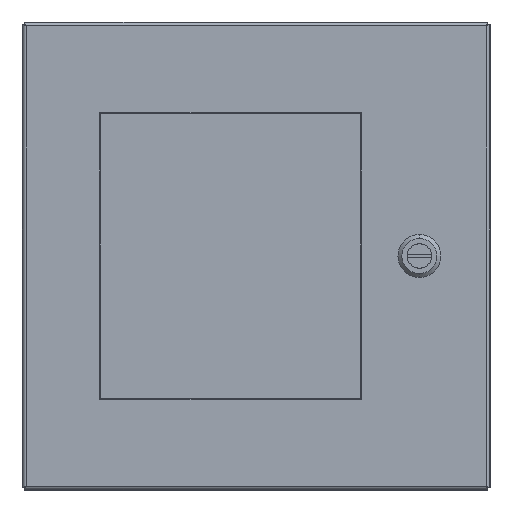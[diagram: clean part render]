
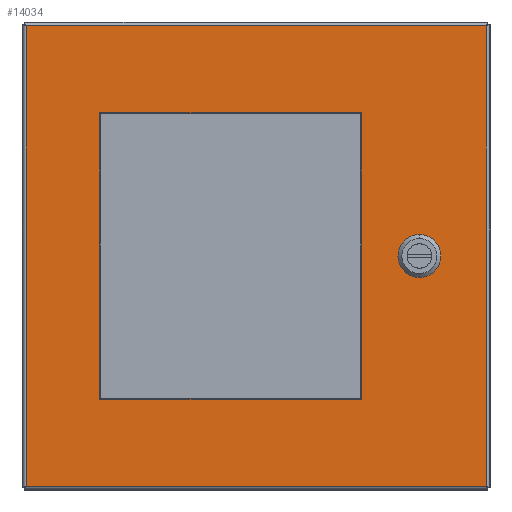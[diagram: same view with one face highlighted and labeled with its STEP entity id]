
A CAD part, front view. The second image highlights one B-rep face of the part: STEP entity #14034.
In plain terms, the highlighted planar face has unit normal (0, -1, 0).
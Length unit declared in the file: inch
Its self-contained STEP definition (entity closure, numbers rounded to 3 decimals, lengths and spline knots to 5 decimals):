
#111 = EDGE_CURVE ( 'NONE', #13684, #5038, #171, .T. ) ;
#152 = VECTOR ( 'NONE', #7696, 39.37008 ) ;
#171 = LINE ( 'NONE', #5550, #823 ) ;
#523 = VECTOR ( 'NONE', #11566, 39.37008 ) ;
#545 = FACE_OUTER_BOUND ( 'NONE', #15079, .T. ) ;
#823 = VECTOR ( 'NONE', #12985, 39.37008 ) ;
#968 = ORIENTED_EDGE ( 'NONE', *, *, #4782, .T. ) ;
#1094 = EDGE_CURVE ( 'NONE', #9410, #13684, #31182, .T. ) ;
#1451 = VECTOR ( 'NONE', #21651, 39.37008 ) ;
#2064 = CARTESIAN_POINT ( 'NONE',  ( -5.896, -6.822, 5.898 ) ) ;
#2301 = ORIENTED_EDGE ( 'NONE', *, *, #17500, .T. ) ;
#2463 = ORIENTED_EDGE ( 'NONE', *, *, #21628, .T. ) ;
#2631 = CARTESIAN_POINT ( 'NONE',  ( 5.901, -6.822, -5.899 ) ) ;
#2751 = DIRECTION ( 'NONE',  ( 0., -1., 0. ) ) ;
#2953 = AXIS2_PLACEMENT_3D ( 'NONE', #12729, #2751, #19689 ) ;
#3026 = LINE ( 'NONE', #26590, #30503 ) ;
#3611 = VECTOR ( 'NONE', #26237, 39.37008 ) ;
#3676 = LINE ( 'NONE', #8422, #20633 ) ;
#3903 = DIRECTION ( 'NONE',  ( -0.707, 0., 0.707 ) ) ;
#4367 = ORIENTED_EDGE ( 'NONE', *, *, #14108, .T. ) ;
#4489 = VECTOR ( 'NONE', #26757, 39.37008 ) ;
#4528 = CARTESIAN_POINT ( 'NONE',  ( 3.7955, -6.822, -0.2315 ) ) ;
#4782 = EDGE_CURVE ( 'NONE', #19640, #23253, #20033, .T. ) ;
#4923 = DIRECTION ( 'NONE',  ( 0., 0., 1. ) ) ;
#5038 = VERTEX_POINT ( 'NONE', #27269 ) ;
#5276 = EDGE_CURVE ( 'NONE', #23253, #12675, #16042, .T. ) ;
#5285 = ORIENTED_EDGE ( 'NONE', *, *, #27612, .T. ) ;
#5550 = CARTESIAN_POINT ( 'NONE',  ( 2.7045, -6.822, 3.667 ) ) ;
#6597 = ORIENTED_EDGE ( 'NONE', *, *, #1094, .T. ) ;
#7696 = DIRECTION ( 'NONE',  ( 0., 0., -1. ) ) ;
#7980 = ORIENTED_EDGE ( 'NONE', *, *, #111, .T. ) ;
#8262 = DIRECTION ( 'NONE',  ( -1., 0., 0. ) ) ;
#8422 = CARTESIAN_POINT ( 'NONE',  ( -4.0065, -6.822, -3.668 ) ) ;
#9157 = LINE ( 'NONE', #11714, #22109 ) ;
#9410 = VERTEX_POINT ( 'NONE', #16175 ) ;
#9414 = VERTEX_POINT ( 'NONE', #25960 ) ;
#9866 = PLANE ( 'NONE',  #2953 ) ;
#10087 = VERTEX_POINT ( 'NONE', #28270 ) ;
#10140 = CARTESIAN_POINT ( 'NONE',  ( 5.901, -6.822, -5.899 ) ) ;
#10184 = FACE_BOUND ( 'NONE', #29433, .T. ) ;
#10465 = CARTESIAN_POINT ( 'NONE',  ( 4.422, -6.822, 0.395 ) ) ;
#10544 = CARTESIAN_POINT ( 'NONE',  ( 2.7045, -6.822, -3.668 ) ) ;
#10960 = VECTOR ( 'NONE', #26447, 39.37008 ) ;
#11337 = EDGE_CURVE ( 'NONE', #9414, #10087, #28198, .T. ) ;
#11399 = CARTESIAN_POINT ( 'NONE',  ( 3.7955, -6.822, -0.2315 ) ) ;
#11566 = DIRECTION ( 'NONE',  ( -1., 0., 0. ) ) ;
#11666 = VERTEX_POINT ( 'NONE', #18979 ) ;
#11671 = LINE ( 'NONE', #4528, #16044 ) ;
#11701 = CARTESIAN_POINT ( 'NONE',  ( 3.96, -6.822, -0.396 ) ) ;
#11714 = CARTESIAN_POINT ( 'NONE',  ( 4.422, -6.822, 0.395 ) ) ;
#11858 = CARTESIAN_POINT ( 'NONE',  ( 4.5865, -6.822, -0.2315 ) ) ;
#12002 = CARTESIAN_POINT ( 'NONE',  ( 3.96, -6.822, 0.395 ) ) ;
#12675 = VERTEX_POINT ( 'NONE', #2631 ) ;
#12729 = CARTESIAN_POINT ( 'NONE',  ( -5.896, -6.822, -5.899 ) ) ;
#12985 = DIRECTION ( 'NONE',  ( 1., 0., 0. ) ) ;
#13020 = CARTESIAN_POINT ( 'NONE',  ( 4.5865, -6.822, -0.2315 ) ) ;
#13574 = ORIENTED_EDGE ( 'NONE', *, *, #15268, .T. ) ;
#13684 = VERTEX_POINT ( 'NONE', #28926 ) ;
#14034 = ADVANCED_FACE ( 'NONE', ( #545, #10184, #26640 ), #9866, .T. ) ;
#14103 = VECTOR ( 'NONE', #28064, 39.37008 ) ;
#14108 = EDGE_CURVE ( 'NONE', #26796, #9410, #3676, .T. ) ;
#14245 = EDGE_LOOP ( 'NONE', ( #2463, #4367, #6597, #7980 ) ) ;
#14353 = ORIENTED_EDGE ( 'NONE', *, *, #5276, .T. ) ;
#14405 = EDGE_CURVE ( 'NONE', #12675, #18118, #24235, .T. ) ;
#14629 = VECTOR ( 'NONE', #28751, 39.37008 ) ;
#14986 = CARTESIAN_POINT ( 'NONE',  ( -5.896, -6.822, -5.899 ) ) ;
#15079 = EDGE_LOOP ( 'NONE', ( #19483, #23038, #968, #14353 ) ) ;
#15268 = EDGE_CURVE ( 'NONE', #16541, #28727, #19571, .T. ) ;
#15441 = ORIENTED_EDGE ( 'NONE', *, *, #11337, .T. ) ;
#15551 = DIRECTION ( 'NONE',  ( 0., 0., -1. ) ) ;
#16002 = LINE ( 'NONE', #10465, #21493 ) ;
#16042 = LINE ( 'NONE', #25687, #25445 ) ;
#16044 = VECTOR ( 'NONE', #3903, 39.37008 ) ;
#16175 = CARTESIAN_POINT ( 'NONE',  ( -4.0065, -6.822, -3.668 ) ) ;
#16393 = ORIENTED_EDGE ( 'NONE', *, *, #25781, .T. ) ;
#16541 = VERTEX_POINT ( 'NONE', #20625 ) ;
#17025 = ORIENTED_EDGE ( 'NONE', *, *, #19906, .T. ) ;
#17434 = CARTESIAN_POINT ( 'NONE',  ( 5.901, -6.822, 5.898 ) ) ;
#17500 = EDGE_CURVE ( 'NONE', #22697, #27528, #19114, .T. ) ;
#17873 = ORIENTED_EDGE ( 'NONE', *, *, #21395, .T. ) ;
#18118 = VERTEX_POINT ( 'NONE', #17434 ) ;
#18979 = CARTESIAN_POINT ( 'NONE',  ( 4.422, -6.822, 0.395 ) ) ;
#19114 = LINE ( 'NONE', #11701, #3611 ) ;
#19125 = DIRECTION ( 'NONE',  ( 1., 0., 0. ) ) ;
#19242 = CARTESIAN_POINT ( 'NONE',  ( 4.422, -6.822, -0.396 ) ) ;
#19420 = LINE ( 'NONE', #11858, #1451 ) ;
#19483 = ORIENTED_EDGE ( 'NONE', *, *, #14405, .T. ) ;
#19571 = LINE ( 'NONE', #12002, #14629 ) ;
#19640 = VERTEX_POINT ( 'NONE', #29375 ) ;
#19689 = DIRECTION ( 'NONE',  ( 0., 0., -1. ) ) ;
#19906 = EDGE_CURVE ( 'NONE', #27528, #23276, #11671, .T. ) ;
#20033 = LINE ( 'NONE', #14986, #152 ) ;
#20119 = DIRECTION ( 'NONE',  ( 0.707, 0., -0.707 ) ) ;
#20625 = CARTESIAN_POINT ( 'NONE',  ( 3.7955, -6.822, 0.2305 ) ) ;
#20633 = VECTOR ( 'NONE', #8262, 39.37008 ) ;
#20782 = DIRECTION ( 'NONE',  ( 1., 0., 0. ) ) ;
#21253 = CARTESIAN_POINT ( 'NONE',  ( 3.96, -6.822, -0.396 ) ) ;
#21394 = CARTESIAN_POINT ( 'NONE',  ( -4.0065, -6.822, 3.667 ) ) ;
#21395 = EDGE_CURVE ( 'NONE', #10087, #22697, #19420, .T. ) ;
#21493 = VECTOR ( 'NONE', #20119, 39.37008 ) ;
#21628 = EDGE_CURVE ( 'NONE', #5038, #26796, #26005, .T. ) ;
#21651 = DIRECTION ( 'NONE',  ( -0.707, 0., -0.707 ) ) ;
#22036 = CARTESIAN_POINT ( 'NONE',  ( 3.96, -6.822, 0.395 ) ) ;
#22109 = VECTOR ( 'NONE', #19125, 39.37008 ) ;
#22697 = VERTEX_POINT ( 'NONE', #19242 ) ;
#22888 = ORIENTED_EDGE ( 'NONE', *, *, #30976, .T. ) ;
#23038 = ORIENTED_EDGE ( 'NONE', *, *, #24737, .T. ) ;
#23253 = VERTEX_POINT ( 'NONE', #25619 ) ;
#23276 = VERTEX_POINT ( 'NONE', #11399 ) ;
#24235 = LINE ( 'NONE', #10140, #4489 ) ;
#24737 = EDGE_CURVE ( 'NONE', #18118, #19640, #30825, .T. ) ;
#25445 = VECTOR ( 'NONE', #20782, 39.37008 ) ;
#25543 = CARTESIAN_POINT ( 'NONE',  ( 2.7045, -6.822, -3.668 ) ) ;
#25619 = CARTESIAN_POINT ( 'NONE',  ( -5.896, -6.822, -5.899 ) ) ;
#25687 = CARTESIAN_POINT ( 'NONE',  ( -5.896, -6.822, -5.899 ) ) ;
#25781 = EDGE_CURVE ( 'NONE', #23276, #16541, #3026, .T. ) ;
#25960 = CARTESIAN_POINT ( 'NONE',  ( 4.5865, -6.822, 0.2305 ) ) ;
#26005 = LINE ( 'NONE', #25543, #14103 ) ;
#26237 = DIRECTION ( 'NONE',  ( -1., 0., 0. ) ) ;
#26447 = DIRECTION ( 'NONE',  ( 0., 0., 1. ) ) ;
#26590 = CARTESIAN_POINT ( 'NONE',  ( 3.7955, -6.822, 0.2305 ) ) ;
#26640 = FACE_BOUND ( 'NONE', #14245, .T. ) ;
#26757 = DIRECTION ( 'NONE',  ( 0., 0., 1. ) ) ;
#26796 = VERTEX_POINT ( 'NONE', #10544 ) ;
#27269 = CARTESIAN_POINT ( 'NONE',  ( 2.7045, -6.822, 3.667 ) ) ;
#27528 = VERTEX_POINT ( 'NONE', #21253 ) ;
#27612 = EDGE_CURVE ( 'NONE', #11666, #9414, #16002, .T. ) ;
#28064 = DIRECTION ( 'NONE',  ( 0., 0., -1. ) ) ;
#28198 = LINE ( 'NONE', #13020, #29665 ) ;
#28270 = CARTESIAN_POINT ( 'NONE',  ( 4.5865, -6.822, -0.2315 ) ) ;
#28727 = VERTEX_POINT ( 'NONE', #22036 ) ;
#28751 = DIRECTION ( 'NONE',  ( 0.707, 0., 0.707 ) ) ;
#28926 = CARTESIAN_POINT ( 'NONE',  ( -4.0065, -6.822, 3.667 ) ) ;
#29375 = CARTESIAN_POINT ( 'NONE',  ( -5.896, -6.822, 5.898 ) ) ;
#29433 = EDGE_LOOP ( 'NONE', ( #16393, #13574, #22888, #5285, #15441, #17873, #2301, #17025 ) ) ;
#29665 = VECTOR ( 'NONE', #15551, 39.37008 ) ;
#30503 = VECTOR ( 'NONE', #4923, 39.37008 ) ;
#30825 = LINE ( 'NONE', #2064, #523 ) ;
#30976 = EDGE_CURVE ( 'NONE', #28727, #11666, #9157, .T. ) ;
#31182 = LINE ( 'NONE', #21394, #10960 ) ;
